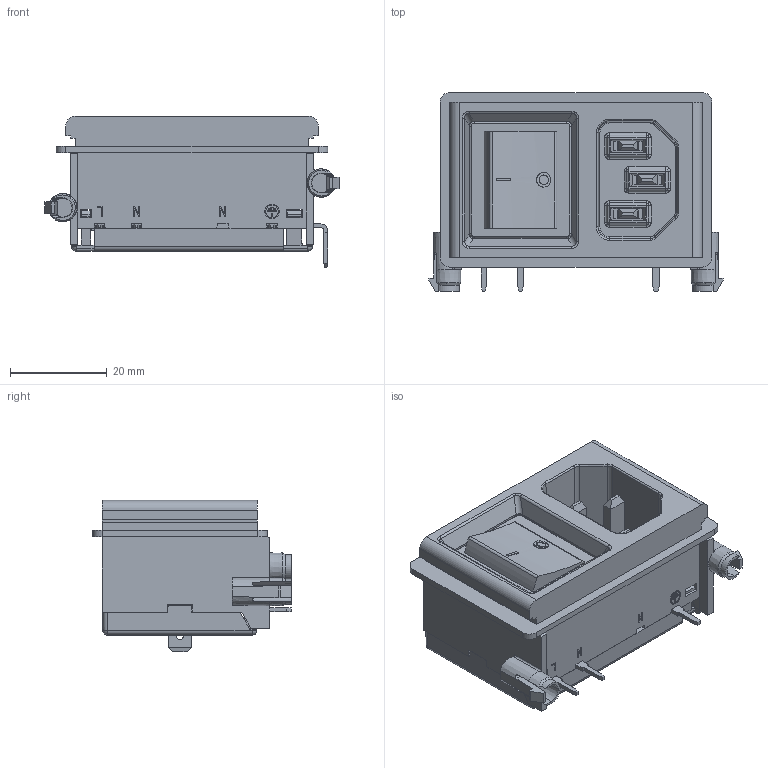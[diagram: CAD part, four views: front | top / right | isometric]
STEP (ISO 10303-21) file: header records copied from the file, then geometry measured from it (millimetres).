
FILE_DESCRIPTION (( 'STEP AP214' ), '1' );
FILE_NAME ('0100.1701.STEP', '2008-10-22T08:25:36', ( '' ), ( '' ), 'SwSTEP 2.0', 'SolidWorks 2006104', '' );
FILE_SCHEMA (( 'AUTOMOTIVE_DESIGN' ));
Length unit declared in the file: millimetre
Products named in the file (1): 0100.1701
Bounding box: 60.67 x 41 x 31.2 mm (x, y, z)
Volume: 22339.7 mm3; surface area: 23802.1 mm2
Topology: 1 solids, 1 shells, 895 faces, 2484 edges, 1581 vertices
Faces by surface type: plane 610, cylinder 177, bspline 55, cone 21, sphere 16, torus 16
Entity records: 32660 total; most frequent: CARTESIAN_POINT 10117, ORIENTED_EDGE 4968, DIRECTION 4308, EDGE_CURVE 2484, VECTOR 1910, LINE 1910, VERTEX_POINT 1581, AXIS2_PLACEMENT_3D 1199
